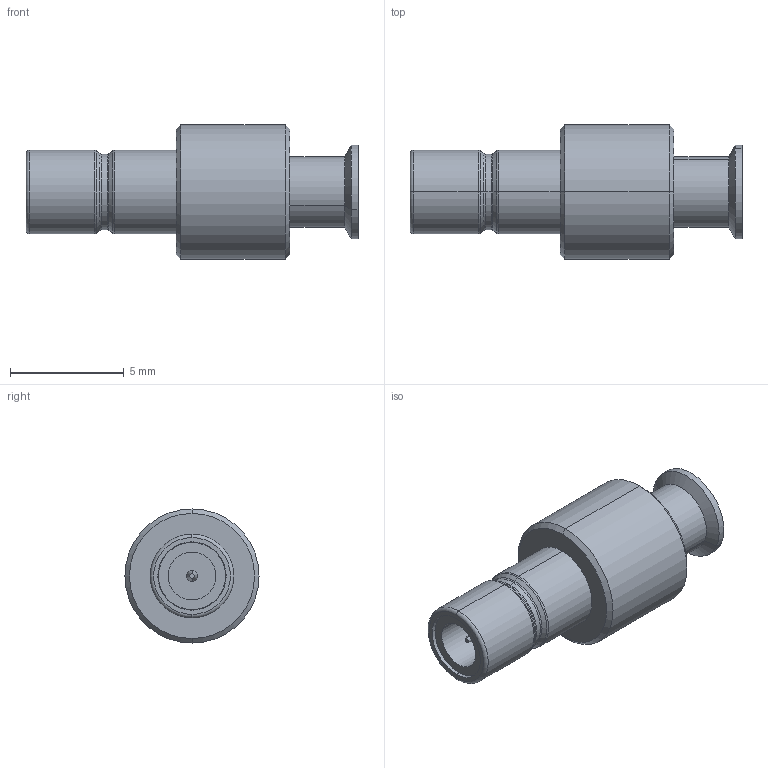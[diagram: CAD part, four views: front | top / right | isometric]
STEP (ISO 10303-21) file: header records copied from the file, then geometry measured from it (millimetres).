
FILE_DESCRIPTION (( 'STEP AP203' ), '1' );
FILE_NAME ('SMB-P-086.STEP', '2025-03-12T00:49:26', ( '' ), ( '' ), 'SwSTEP 2.0', 'SolidWorks 2022', '' );
FILE_SCHEMA (( 'CONFIG_CONTROL_DESIGN' ));
Length unit declared in the file: millimetre
Products named in the file (1): SMB-P-086
Bounding box: 14.6 x 5.9 x 5.9 mm (x, y, z)
Volume: 211 mm3; surface area: 355.9 mm2
Topology: 1 solids, 1 shells, 60 faces, 120 edges, 70 vertices
Faces by surface type: cylinder 24, cone 16, torus 10, plane 10
Entity records: 1641 total; most frequent: DIRECTION 322, CARTESIAN_POINT 251, ORIENTED_EDGE 240, AXIS2_PLACEMENT_3D 141, EDGE_CURVE 120, CIRCLE 80, VERTEX_POINT 70, EDGE_LOOP 68
